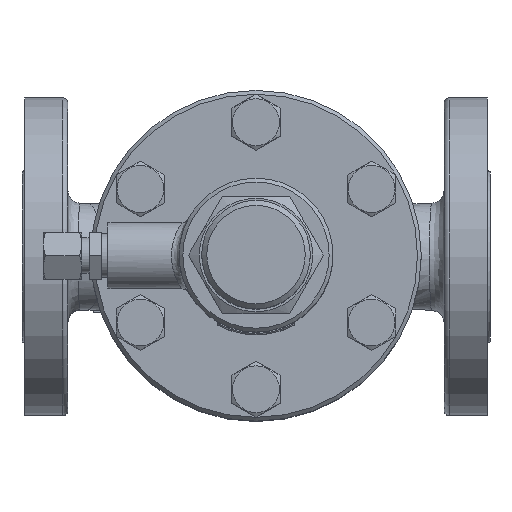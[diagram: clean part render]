
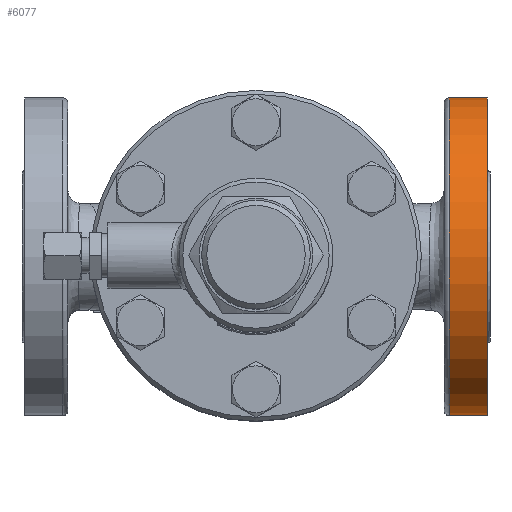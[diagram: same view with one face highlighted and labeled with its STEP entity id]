
A CAD part, top view. The second image highlights one B-rep face of the part: STEP entity #6077.
In plain terms, the highlighted cylindrical face has radius 62.5 mm (diameter 125 mm), a full revolution.
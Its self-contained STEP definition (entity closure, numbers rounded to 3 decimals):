
#817=LINE('',#12453,#1194);
#1194=VECTOR('',#8264,62.5);
#1251=CYLINDRICAL_SURFACE('',#6695,62.5);
#1607=FACE_OUTER_BOUND('',#2048,.T.);
#2048=EDGE_LOOP('',(#5494,#5495,#5496,#5497,#5498,#5499));
#2292=CIRCLE('',#6677,62.5);
#2293=CIRCLE('',#6678,62.5);
#2302=CIRCLE('',#6692,62.5);
#2304=CIRCLE('',#6694,62.5);
#2870=VERTEX_POINT('',#12418);
#2871=VERTEX_POINT('',#12419);
#2880=VERTEX_POINT('',#12447);
#2881=VERTEX_POINT('',#12448);
#3740=EDGE_CURVE('',#2870,#2871,#2292,.T.);
#3741=EDGE_CURVE('',#2871,#2870,#2293,.T.);
#3754=EDGE_CURVE('',#2880,#2881,#2302,.T.);
#3756=EDGE_CURVE('',#2881,#2880,#2304,.T.);
#3757=EDGE_CURVE('',#2880,#2871,#817,.T.);
#5494=ORIENTED_EDGE('',*,*,#3754,.F.);
#5495=ORIENTED_EDGE('',*,*,#3757,.T.);
#5496=ORIENTED_EDGE('',*,*,#3741,.T.);
#5497=ORIENTED_EDGE('',*,*,#3740,.T.);
#5498=ORIENTED_EDGE('',*,*,#3757,.F.);
#5499=ORIENTED_EDGE('',*,*,#3756,.F.);
#6077=ADVANCED_FACE('',(#1607),#1251,.T.);
#6677=AXIS2_PLACEMENT_3D('',#12420,#8222,#8223);
#6678=AXIS2_PLACEMENT_3D('',#12421,#8224,#8225);
#6692=AXIS2_PLACEMENT_3D('',#12449,#8256,#8257);
#6694=AXIS2_PLACEMENT_3D('',#12451,#8260,#8261);
#6695=AXIS2_PLACEMENT_3D('',#12452,#8262,#8263);
#8222=DIRECTION('center_axis',(-1.,0.,0.));
#8223=DIRECTION('ref_axis',(0.,-1.,0.));
#8224=DIRECTION('center_axis',(-1.,0.,0.));
#8225=DIRECTION('ref_axis',(0.,-1.,0.));
#8256=DIRECTION('center_axis',(-1.,0.,0.));
#8257=DIRECTION('ref_axis',(0.,-1.,0.));
#8260=DIRECTION('center_axis',(-1.,0.,0.));
#8261=DIRECTION('ref_axis',(0.,-1.,0.));
#8262=DIRECTION('center_axis',(-1.,0.,0.));
#8263=DIRECTION('ref_axis',(0.,-1.,0.));
#8264=DIRECTION('',(1.,0.,0.));
#12418=CARTESIAN_POINT('',(91.,0.,-127.5));
#12419=CARTESIAN_POINT('',(91.,62.5,-65.));
#12420=CARTESIAN_POINT('Origin',(91.,0.,-65.));
#12421=CARTESIAN_POINT('Origin',(91.,0.,-65.));
#12447=CARTESIAN_POINT('',(76.,62.5,-65.));
#12448=CARTESIAN_POINT('',(76.,0.,-2.5));
#12449=CARTESIAN_POINT('Origin',(76.,0.,-65.));
#12451=CARTESIAN_POINT('Origin',(76.,0.,-65.));
#12452=CARTESIAN_POINT('Origin',(92.,0.,-65.));
#12453=CARTESIAN_POINT('',(92.,62.5,-65.));
